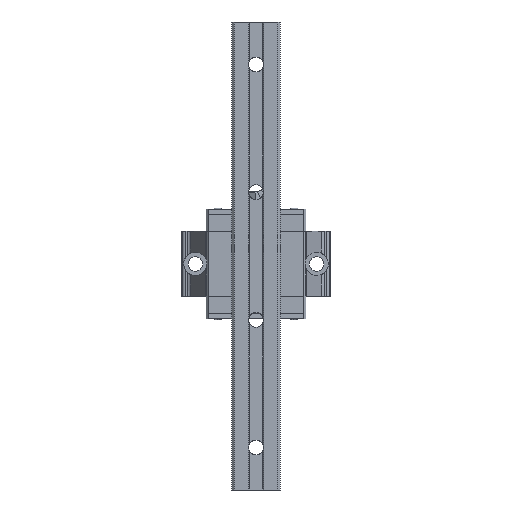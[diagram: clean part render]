
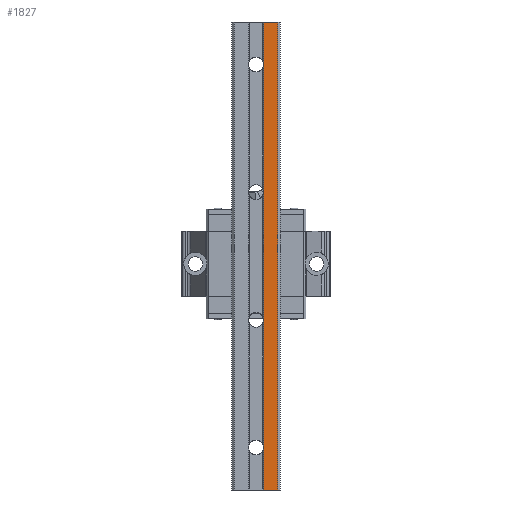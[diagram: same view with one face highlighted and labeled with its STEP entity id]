
A CAD part, front view. The second image highlights one B-rep face of the part: STEP entity #1827.
In plain terms, the highlighted planar face has unit normal (0, -1, 0).
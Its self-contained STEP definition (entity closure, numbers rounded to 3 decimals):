
#377 = LINE ( 'NONE', #2831, #10121 ) ;
#727 = CARTESIAN_POINT ( 'NONE',  ( 3.7, -0.5, 0. ) ) ;
#789 = LINE ( 'NONE', #9304, #6815 ) ;
#1730 = DIRECTION ( 'NONE',  ( 0., -1., 0. ) ) ;
#1827 = ADVANCED_FACE ( 'NONE', ( #10008 ), #6392, .T. ) ;
#2586 = EDGE_CURVE ( 'NONE', #5521, #7709, #377, .T. ) ;
#2725 = ORIENTED_EDGE ( 'NONE', *, *, #9885, .F. ) ;
#2731 = EDGE_CURVE ( 'NONE', #5521, #6244, #789, .T. ) ;
#2831 = CARTESIAN_POINT ( 'NONE',  ( 3.7, -0.5, -220. ) ) ;
#3387 = VECTOR ( 'NONE', #10028, 1000. ) ;
#4008 = ORIENTED_EDGE ( 'NONE', *, *, #2731, .T. ) ;
#4584 = ORIENTED_EDGE ( 'NONE', *, *, #2586, .F. ) ;
#4870 = LINE ( 'NONE', #6744, #8806 ) ;
#5288 = CARTESIAN_POINT ( 'NONE',  ( 3.7, -0.5, 0. ) ) ;
#5390 = DIRECTION ( 'NONE',  ( 1., 0., 0. ) ) ;
#5521 = VERTEX_POINT ( 'NONE', #9629 ) ;
#6244 = VERTEX_POINT ( 'NONE', #7367 ) ;
#6392 = PLANE ( 'NONE',  #6883 ) ;
#6428 = CARTESIAN_POINT ( 'NONE',  ( 3.7, -0.5, -220. ) ) ;
#6544 = VERTEX_POINT ( 'NONE', #6989 ) ;
#6744 = CARTESIAN_POINT ( 'NONE',  ( 10.3, -0.5, -220. ) ) ;
#6815 = VECTOR ( 'NONE', #5390, 1000. ) ;
#6883 = AXIS2_PLACEMENT_3D ( 'NONE', #6428, #1730, #7208 ) ;
#6989 = CARTESIAN_POINT ( 'NONE',  ( 10.3, -0.5, 0. ) ) ;
#7208 = DIRECTION ( 'NONE',  ( 0., 0., -1. ) ) ;
#7310 = LINE ( 'NONE', #5288, #3387 ) ;
#7367 = CARTESIAN_POINT ( 'NONE',  ( 10.3, -0.5, -220. ) ) ;
#7485 = EDGE_CURVE ( 'NONE', #6244, #6544, #4870, .T. ) ;
#7709 = VERTEX_POINT ( 'NONE', #727 ) ;
#8727 = EDGE_LOOP ( 'NONE', ( #2725, #4584, #4008, #9594 ) ) ;
#8806 = VECTOR ( 'NONE', #9075, 1000. ) ;
#9075 = DIRECTION ( 'NONE',  ( 0., 0., 1. ) ) ;
#9102 = DIRECTION ( 'NONE',  ( 0., 0., 1. ) ) ;
#9304 = CARTESIAN_POINT ( 'NONE',  ( 3.7, -0.5, -220. ) ) ;
#9594 = ORIENTED_EDGE ( 'NONE', *, *, #7485, .T. ) ;
#9629 = CARTESIAN_POINT ( 'NONE',  ( 3.7, -0.5, -220. ) ) ;
#9885 = EDGE_CURVE ( 'NONE', #7709, #6544, #7310, .T. ) ;
#10008 = FACE_OUTER_BOUND ( 'NONE', #8727, .T. ) ;
#10028 = DIRECTION ( 'NONE',  ( 1., 0., 0. ) ) ;
#10121 = VECTOR ( 'NONE', #9102, 1000. ) ;
